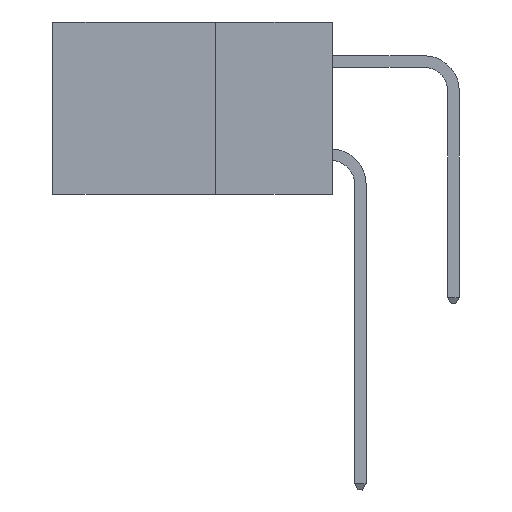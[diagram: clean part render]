
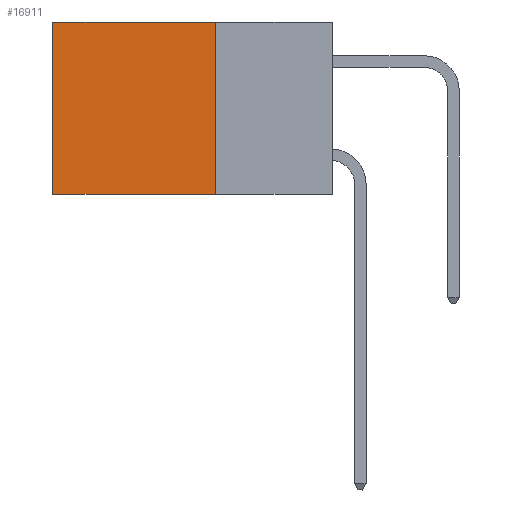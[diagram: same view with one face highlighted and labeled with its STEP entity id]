
A CAD part, left-side view. The second image highlights one B-rep face of the part: STEP entity #16911.
In plain terms, the highlighted planar face has unit normal (-1, 0, 0).
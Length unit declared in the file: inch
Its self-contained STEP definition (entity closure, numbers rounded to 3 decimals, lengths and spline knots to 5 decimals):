
#595 = CARTESIAN_POINT ( 'NONE',  ( 0.2615, 0.25, -0.37 ) ) ;
#788 = DIRECTION ( 'NONE',  ( 0., 0., -1. ) ) ;
#1800 = VECTOR ( 'NONE', #7379, 39.37008 ) ;
#2206 = PLANE ( 'NONE',  #20904 ) ;
#2893 = DIRECTION ( 'NONE',  ( 0., 1., 0. ) ) ;
#4597 = CARTESIAN_POINT ( 'NONE',  ( 0.2615, 0.25, -0.37 ) ) ;
#5130 = CARTESIAN_POINT ( 'NONE',  ( 0.2615, 0.25, -0.37 ) ) ;
#6301 = LINE ( 'NONE', #4597, #16585 ) ;
#6618 = EDGE_CURVE ( 'NONE', #16031, #20911, #20377, .T. ) ;
#7379 = DIRECTION ( 'NONE',  ( 0., 0., -1. ) ) ;
#7590 = CARTESIAN_POINT ( 'NONE',  ( 0.2615, 0.25, -0.37 ) ) ;
#8006 = VERTEX_POINT ( 'NONE', #10197 ) ;
#8355 = ORIENTED_EDGE ( 'NONE', *, *, #19621, .F. ) ;
#9779 = ORIENTED_EDGE ( 'NONE', *, *, #11388, .F. ) ;
#10197 = CARTESIAN_POINT ( 'NONE',  ( 0.2615, 0.25, 0. ) ) ;
#10558 = DIRECTION ( 'NONE',  ( 1., 0., 0. ) ) ;
#10666 = LINE ( 'NONE', #18885, #16884 ) ;
#11388 = EDGE_CURVE ( 'NONE', #19310, #20911, #6301, .T. ) ;
#11552 = ORIENTED_EDGE ( 'NONE', *, *, #6618, .T. ) ;
#14456 = EDGE_LOOP ( 'NONE', ( #11552, #9779, #8355, #18440 ) ) ;
#15155 = CARTESIAN_POINT ( 'NONE',  ( 0.2615, 0.6, -0.37 ) ) ;
#15575 = FACE_OUTER_BOUND ( 'NONE', #14456, .T. ) ;
#16031 = VERTEX_POINT ( 'NONE', #19695 ) ;
#16585 = VECTOR ( 'NONE', #2893, 39.37008 ) ;
#16830 = VECTOR ( 'NONE', #788, 39.37008 ) ;
#16884 = VECTOR ( 'NONE', #17176, 39.37008 ) ;
#16911 = ADVANCED_FACE ( 'NONE', ( #15575 ), #2206, .F. ) ;
#17056 = CARTESIAN_POINT ( 'NONE',  ( 0.2615, 0.6, -0.37 ) ) ;
#17176 = DIRECTION ( 'NONE',  ( 0., 1., 0. ) ) ;
#18440 = ORIENTED_EDGE ( 'NONE', *, *, #20976, .T. ) ;
#18885 = CARTESIAN_POINT ( 'NONE',  ( 0.2615, 0.25, 0. ) ) ;
#18913 = LINE ( 'NONE', #7590, #1800 ) ;
#19310 = VERTEX_POINT ( 'NONE', #5130 ) ;
#19621 = EDGE_CURVE ( 'NONE', #8006, #19310, #18913, .T. ) ;
#19695 = CARTESIAN_POINT ( 'NONE',  ( 0.2615, 0.6, 0. ) ) ;
#20377 = LINE ( 'NONE', #17056, #16830 ) ;
#20502 = DIRECTION ( 'NONE',  ( 0., 0., -1. ) ) ;
#20904 = AXIS2_PLACEMENT_3D ( 'NONE', #595, #10558, #20502 ) ;
#20911 = VERTEX_POINT ( 'NONE', #15155 ) ;
#20976 = EDGE_CURVE ( 'NONE', #8006, #16031, #10666, .T. ) ;
